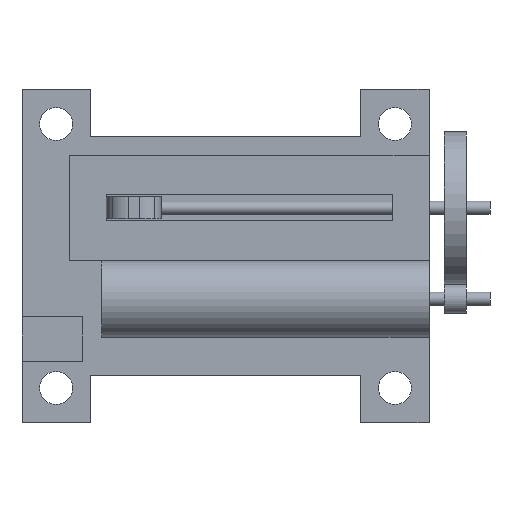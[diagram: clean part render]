
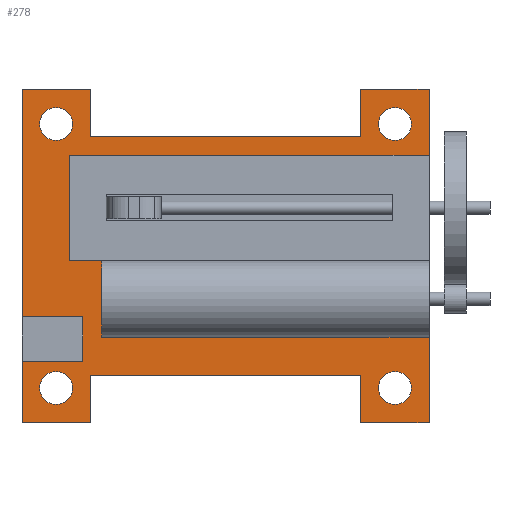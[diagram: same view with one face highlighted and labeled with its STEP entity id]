
A CAD part, top view. The second image highlights one B-rep face of the part: STEP entity #278.
In plain terms, the highlighted planar face has unit normal (0, 0, 1).
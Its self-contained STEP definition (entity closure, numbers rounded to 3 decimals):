
#278=ADVANCED_FACE('',(#371,#372,#373,#374,#375),#376,.T.);
#371=FACE_BOUND('',#554,.T.);
#372=FACE_BOUND('',#555,.T.);
#373=FACE_BOUND('',#556,.T.);
#374=FACE_BOUND('',#557,.T.);
#375=FACE_OUTER_BOUND('',#558,.T.);
#376=PLANE('',#559);
#554=EDGE_LOOP('',(#792,#793));
#555=EDGE_LOOP('',(#794,#795));
#556=EDGE_LOOP('',(#796,#797));
#557=EDGE_LOOP('',(#798,#799));
#558=EDGE_LOOP('',(#800,#801,#802,#803,#804,#805,#806,#807,#808,#809,#810,#811));
#559=AXIS2_PLACEMENT_3D('',#812,#813,#814);
#792=ORIENTED_EDGE('',*,*,#1357,.T.);
#793=ORIENTED_EDGE('',*,*,#1358,.T.);
#794=ORIENTED_EDGE('',*,*,#1353,.T.);
#795=ORIENTED_EDGE('',*,*,#1360,.T.);
#796=ORIENTED_EDGE('',*,*,#1349,.T.);
#797=ORIENTED_EDGE('',*,*,#1362,.T.);
#798=ORIENTED_EDGE('',*,*,#1345,.T.);
#799=ORIENTED_EDGE('',*,*,#1364,.T.);
#800=ORIENTED_EDGE('',*,*,#1372,.T.);
#801=ORIENTED_EDGE('',*,*,#1375,.T.);
#802=ORIENTED_EDGE('',*,*,#1368,.T.);
#803=ORIENTED_EDGE('',*,*,#1376,.F.);
#804=ORIENTED_EDGE('',*,*,#1377,.F.);
#805=ORIENTED_EDGE('',*,*,#1378,.F.);
#806=ORIENTED_EDGE('',*,*,#1379,.T.);
#807=ORIENTED_EDGE('',*,*,#1380,.T.);
#808=ORIENTED_EDGE('',*,*,#1381,.T.);
#809=ORIENTED_EDGE('',*,*,#1382,.F.);
#810=ORIENTED_EDGE('',*,*,#1383,.F.);
#811=ORIENTED_EDGE('',*,*,#1384,.F.);
#812=CARTESIAN_POINT('',(-15.75,-11.874,1.58));
#813=DIRECTION('',(0.,0.,1.));
#814=DIRECTION('',(1.,0.,0.));
#1345=EDGE_CURVE('',#1535,#1539,#1541,.T.);
#1349=EDGE_CURVE('',#1543,#1547,#1549,.T.);
#1353=EDGE_CURVE('',#1551,#1555,#1557,.T.);
#1357=EDGE_CURVE('',#1559,#1563,#1565,.T.);
#1358=EDGE_CURVE('',#1563,#1559,#1566,.T.);
#1360=EDGE_CURVE('',#1555,#1551,#1568,.T.);
#1362=EDGE_CURVE('',#1547,#1543,#1570,.T.);
#1364=EDGE_CURVE('',#1539,#1535,#1572,.T.);
#1368=EDGE_CURVE('',#1579,#1577,#1580,.T.);
#1372=EDGE_CURVE('',#1587,#1585,#1588,.T.);
#1375=EDGE_CURVE('',#1585,#1579,#1591,.T.);
#1376=EDGE_CURVE('',#1592,#1577,#1593,.T.);
#1377=EDGE_CURVE('',#1594,#1592,#1595,.T.);
#1378=EDGE_CURVE('',#1596,#1594,#1597,.T.);
#1379=EDGE_CURVE('',#1596,#1598,#1599,.T.);
#1380=EDGE_CURVE('',#1598,#1600,#1601,.T.);
#1381=EDGE_CURVE('',#1600,#1602,#1603,.T.);
#1382=EDGE_CURVE('',#1604,#1602,#1605,.T.);
#1383=EDGE_CURVE('',#1606,#1604,#1607,.T.);
#1384=EDGE_CURVE('',#1587,#1606,#1608,.T.);
#1535=VERTEX_POINT('',#1855);
#1539=VERTEX_POINT('',#1860);
#1541=CIRCLE('',#1863,0.75);
#1543=VERTEX_POINT('',#1865);
#1547=VERTEX_POINT('',#1870);
#1549=CIRCLE('',#1873,0.75);
#1551=VERTEX_POINT('',#1875);
#1555=VERTEX_POINT('',#1880);
#1557=CIRCLE('',#1883,0.75);
#1559=VERTEX_POINT('',#1885);
#1563=VERTEX_POINT('',#1890);
#1565=CIRCLE('',#1893,0.75);
#1566=CIRCLE('',#1894,0.75);
#1568=CIRCLE('',#1896,0.75);
#1570=CIRCLE('',#1898,0.75);
#1572=CIRCLE('',#1900,0.75);
#1577=VERTEX_POINT('',#1906);
#1579=VERTEX_POINT('',#1909);
#1580=LINE('',#1910,#1911);
#1585=VERTEX_POINT('',#1918);
#1587=VERTEX_POINT('',#1921);
#1588=LINE('',#1922,#1923);
#1591=LINE('',#1928,#1929);
#1592=VERTEX_POINT('',#1930);
#1593=LINE('',#1931,#1932);
#1594=VERTEX_POINT('',#1933);
#1595=LINE('',#1934,#1935);
#1596=VERTEX_POINT('',#1936);
#1597=LINE('',#1937,#1938);
#1598=VERTEX_POINT('',#1939);
#1599=LINE('',#1940,#1941);
#1600=VERTEX_POINT('',#1942);
#1601=LINE('',#1943,#1944);
#1602=VERTEX_POINT('',#1945);
#1603=LINE('',#1946,#1947);
#1604=VERTEX_POINT('',#1948);
#1605=LINE('',#1949,#1950);
#1606=VERTEX_POINT('',#1951);
#1607=LINE('',#1952,#1953);
#1608=LINE('',#1954,#1955);
#1855=CARTESIAN_POINT('',(-7.303,-17.874,1.58));
#1860=CARTESIAN_POINT('',(-8.803,-17.874,1.58));
#1863=AXIS2_PLACEMENT_3D('',#2301,#2302,#2303);
#1865=CARTESIAN_POINT('',(-7.303,-5.874,1.58));
#1870=CARTESIAN_POINT('',(-8.803,-5.874,1.58));
#1873=AXIS2_PLACEMENT_3D('',#2309,#2310,#2311);
#1875=CARTESIAN_POINT('',(-24.198,-17.874,1.58));
#1880=CARTESIAN_POINT('',(-22.698,-17.874,1.58));
#1883=AXIS2_PLACEMENT_3D('',#2317,#2318,#2319);
#1885=CARTESIAN_POINT('',(-24.198,-5.874,1.58));
#1890=CARTESIAN_POINT('',(-22.698,-5.874,1.58));
#1893=AXIS2_PLACEMENT_3D('',#2325,#2326,#2327);
#1894=AXIS2_PLACEMENT_3D('',#2328,#2329,#2330);
#1896=AXIS2_PLACEMENT_3D('',#2334,#2335,#2336);
#1898=AXIS2_PLACEMENT_3D('',#2340,#2341,#2342);
#1900=AXIS2_PLACEMENT_3D('',#2346,#2347,#2348);
#1906=CARTESIAN_POINT('',(-21.895,-4.304,1.58));
#1909=CARTESIAN_POINT('',(-21.895,-6.454,1.58));
#1910=CARTESIAN_POINT('',(-21.895,-8.627,1.58));
#1911=VECTOR('',#2354,10.);
#1918=CARTESIAN_POINT('',(-9.605,-6.454,1.58));
#1921=CARTESIAN_POINT('',(-9.605,-4.304,1.58));
#1922=CARTESIAN_POINT('',(-9.605,-8.627,1.58));
#1923=VECTOR('',#2358,10.);
#1928=CARTESIAN_POINT('',(-15.75,-6.454,1.58));
#1929=VECTOR('',#2361,10.);
#1930=CARTESIAN_POINT('',(-25.,-4.304,1.58));
#1931=CARTESIAN_POINT('',(-6.5,-4.304,1.58));
#1932=VECTOR('',#2362,10.);
#1933=CARTESIAN_POINT('',(-25.,-19.444,1.58));
#1934=CARTESIAN_POINT('',(-25.,-4.304,1.58));
#1935=VECTOR('',#2363,10.);
#1936=CARTESIAN_POINT('',(-21.895,-19.444,1.58));
#1937=CARTESIAN_POINT('',(-25.,-19.444,1.58));
#1938=VECTOR('',#2364,10.);
#1939=CARTESIAN_POINT('',(-21.895,-17.294,1.58));
#1940=CARTESIAN_POINT('',(-21.895,-15.122,1.58));
#1941=VECTOR('',#2365,10.);
#1942=CARTESIAN_POINT('',(-9.605,-17.294,1.58));
#1943=CARTESIAN_POINT('',(-15.75,-17.294,1.58));
#1944=VECTOR('',#2366,10.);
#1945=CARTESIAN_POINT('',(-9.605,-19.444,1.58));
#1946=CARTESIAN_POINT('',(-9.605,-15.122,1.58));
#1947=VECTOR('',#2367,10.);
#1948=CARTESIAN_POINT('',(-6.5,-19.444,1.58));
#1949=CARTESIAN_POINT('',(-25.,-19.444,1.58));
#1950=VECTOR('',#2368,10.);
#1951=CARTESIAN_POINT('',(-6.5,-4.304,1.58));
#1952=CARTESIAN_POINT('',(-6.5,-19.444,1.58));
#1953=VECTOR('',#2369,10.);
#1954=CARTESIAN_POINT('',(-6.5,-4.304,1.58));
#1955=VECTOR('',#2370,10.);
#2301=CARTESIAN_POINT('',(-8.053,-17.874,1.58));
#2302=DIRECTION('',(0.,0.,-1.));
#2303=DIRECTION('',(1.,0.,0.));
#2309=CARTESIAN_POINT('',(-8.053,-5.874,1.58));
#2310=DIRECTION('',(0.,0.,-1.));
#2311=DIRECTION('',(1.,0.,0.));
#2317=CARTESIAN_POINT('',(-23.448,-17.874,1.58));
#2318=DIRECTION('',(0.,0.,-1.));
#2319=DIRECTION('',(-1.,0.,0.));
#2325=CARTESIAN_POINT('',(-23.448,-5.874,1.58));
#2326=DIRECTION('',(0.,0.,-1.));
#2327=DIRECTION('',(-1.,0.,0.));
#2328=CARTESIAN_POINT('',(-23.448,-5.874,1.58));
#2329=DIRECTION('',(0.,0.,-1.));
#2330=DIRECTION('',(-1.,0.,0.));
#2334=CARTESIAN_POINT('',(-23.448,-17.874,1.58));
#2335=DIRECTION('',(0.,0.,-1.));
#2336=DIRECTION('',(-1.,0.,0.));
#2340=CARTESIAN_POINT('',(-8.053,-5.874,1.58));
#2341=DIRECTION('',(0.,0.,-1.));
#2342=DIRECTION('',(1.,0.,0.));
#2346=CARTESIAN_POINT('',(-8.053,-17.874,1.58));
#2347=DIRECTION('',(0.,0.,-1.));
#2348=DIRECTION('',(1.,0.,0.));
#2354=DIRECTION('',(0.,1.,0.));
#2358=DIRECTION('',(0.,-1.,0.));
#2361=DIRECTION('',(-1.,0.,0.));
#2362=DIRECTION('',(1.,0.,0.));
#2363=DIRECTION('',(0.,1.,0.));
#2364=DIRECTION('',(-1.,0.,0.));
#2365=DIRECTION('',(0.,1.,0.));
#2366=DIRECTION('',(1.,0.,0.));
#2367=DIRECTION('',(0.,-1.,0.));
#2368=DIRECTION('',(-1.,0.,0.));
#2369=DIRECTION('',(0.,-1.,0.));
#2370=DIRECTION('',(1.,0.,0.));
